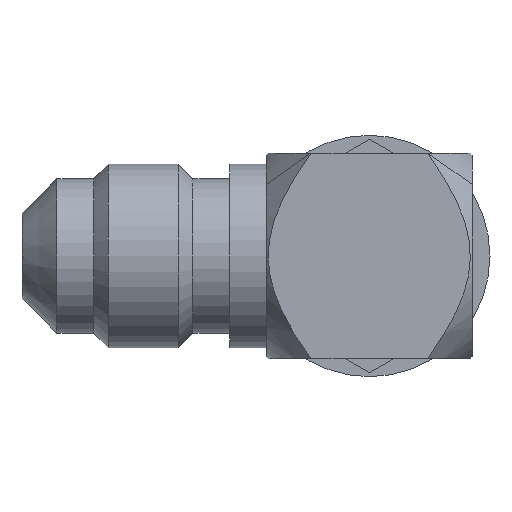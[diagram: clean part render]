
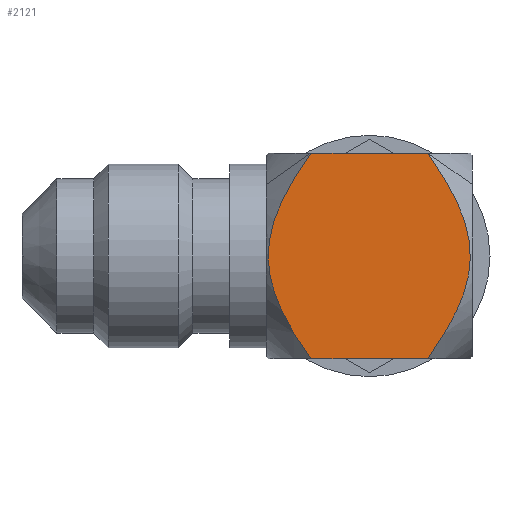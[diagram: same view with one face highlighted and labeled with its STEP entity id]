
A CAD part, left-side view. The second image highlights one B-rep face of the part: STEP entity #2121.
In plain terms, the highlighted planar face has unit normal (-1, 0, 0).
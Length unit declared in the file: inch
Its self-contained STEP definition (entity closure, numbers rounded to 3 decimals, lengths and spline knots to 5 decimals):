
#147=CARTESIAN_POINT('',(-0.28,0.43902,-0.28));
#167=CARTESIAN_POINT('',(-0.28,0.12098,-0.28));
#931=CARTESIAN_POINT('',(-0.28,0.43902,0.28));
#951=CARTESIAN_POINT('',(-0.28,0.12098,0.28));
#956=DIRECTION('',(0.,1.,0.));
#957=VECTOR('',#956,0.31804);
#958=CARTESIAN_POINT('',(-0.28,0.12098,0.28));
#959=LINE('',#958,#957);
#963=CARTESIAN_POINT('',(-0.28,0.43902,0.28));
#964=CARTESIAN_POINT('',(-0.28,0.45204,0.26159));
#965=CARTESIAN_POINT('',(-0.28,0.47569,0.22631));
#966=CARTESIAN_POINT('',(-0.28,0.50387,0.17817));
#967=CARTESIAN_POINT('',(-0.28,0.5252,0.13435));
#968=CARTESIAN_POINT('',(-0.28,0.54039,0.09409));
#969=CARTESIAN_POINT('',(-0.28,0.55026,0.05594));
#970=CARTESIAN_POINT('',(-0.28,0.5552,0.01863));
#971=CARTESIAN_POINT('',(-0.28,0.55521,-0.01843));
#972=CARTESIAN_POINT('',(-0.28,0.55031,-0.05571));
#973=CARTESIAN_POINT('',(-0.28,0.54046,-0.09385));
#974=CARTESIAN_POINT('',(-0.28,0.52536,-0.13398));
#975=CARTESIAN_POINT('',(-0.28,0.50406,-0.17783));
#976=CARTESIAN_POINT('',(-0.28,0.47581,-0.22614));
#977=CARTESIAN_POINT('',(-0.28,0.45208,-0.26153));
#978=CARTESIAN_POINT('',(-0.28,0.43902,-0.28));
#983=CARTESIAN_POINT('',(-0.28,0.12098,0.28));
#984=CARTESIAN_POINT('',(-0.28,0.10791,0.26152));
#985=CARTESIAN_POINT('',(-0.28,0.08419,0.22613));
#986=CARTESIAN_POINT('',(-0.28,0.05602,0.17797));
#987=CARTESIAN_POINT('',(-0.28,0.03474,0.13421));
#988=CARTESIAN_POINT('',(-0.28,0.01959,0.094));
#989=CARTESIAN_POINT('',(-0.28,0.00973,0.0559));
#990=CARTESIAN_POINT('',(-0.28,0.0048,0.01863));
#991=CARTESIAN_POINT('',(-0.28,0.00479,-0.01838));
#992=CARTESIAN_POINT('',(-0.28,0.00967,-0.05561));
#993=CARTESIAN_POINT('',(-0.28,0.0195,-0.0937));
#994=CARTESIAN_POINT('',(-0.28,0.03455,-0.13377));
#995=CARTESIAN_POINT('',(-0.28,0.05579,-0.17756));
#996=CARTESIAN_POINT('',(-0.28,0.08406,-0.22593));
#997=CARTESIAN_POINT('',(-0.28,0.10786,-0.26145));
#998=CARTESIAN_POINT('',(-0.28,0.12098,-0.28));
#1003=DIRECTION('',(0.,1.,0.));
#1004=VECTOR('',#1003,0.31804);
#1005=CARTESIAN_POINT('',(-0.28,0.12098,-0.28));
#1006=LINE('',#1005,#1004);
#1335=VERTEX_POINT('',#951);
#1337=VERTEX_POINT('',#167);
#1343=VERTEX_POINT('',#931);
#1345=VERTEX_POINT('',#147);
#2110=CARTESIAN_POINT('',(-0.28,0.,-0.28));
#2111=DIRECTION('',(-1.,0.,0.));
#2112=DIRECTION('',(0.,0.,1.));
#2113=AXIS2_PLACEMENT_3D('',#2110,#2111,#2112);
#2114=PLANE('',#2113);
#2115=ORIENTED_EDGE('',*,*,#1414,.F.);
#2116=ORIENTED_EDGE('',*,*,#2105,.F.);
#2117=ORIENTED_EDGE('',*,*,#1384,.T.);
#2118=ORIENTED_EDGE('',*,*,#1397,.T.);
#2119=EDGE_LOOP('',(#2115,#2116,#2117,#2118));
#2120=FACE_OUTER_BOUND('',#2119,.F.);
#2121=ADVANCED_FACE('',(#2120),#2114,.T.);
#979=B_SPLINE_CURVE_WITH_KNOTS('',3,(#963,#964,#965,#966,#967,#968,#969,#970,
#971,#972,#973,#974,#975,#976,#977,#978),.UNSPECIFIED.,.F.,.F.,(4,1,1,1,1,1,1,1,
1,1,1,1,1,4),(0.,0.07692,0.15385,0.23077,
0.30769,0.38462,0.46154,0.53846,
0.61538,0.69231,0.76923,0.84615,
0.92308,1.),.UNSPECIFIED.);
#999=B_SPLINE_CURVE_WITH_KNOTS('',3,(#983,#984,#985,#986,#987,#988,#989,#990,
#991,#992,#993,#994,#995,#996,#997,#998),.UNSPECIFIED.,.F.,.F.,(4,1,1,1,1,1,1,1,
1,1,1,1,1,4),(0.,0.07692,0.15385,0.23077,
0.30769,0.38462,0.46154,0.53846,
0.61538,0.69231,0.76923,0.84615,
0.92308,1.),.UNSPECIFIED.);
#1384=EDGE_CURVE('',#1335,#1337,#999,.T.);
#1397=EDGE_CURVE('',#1337,#1345,#1006,.T.);
#1414=EDGE_CURVE('',#1343,#1345,#979,.T.);
#2105=EDGE_CURVE('',#1335,#1343,#959,.T.);
